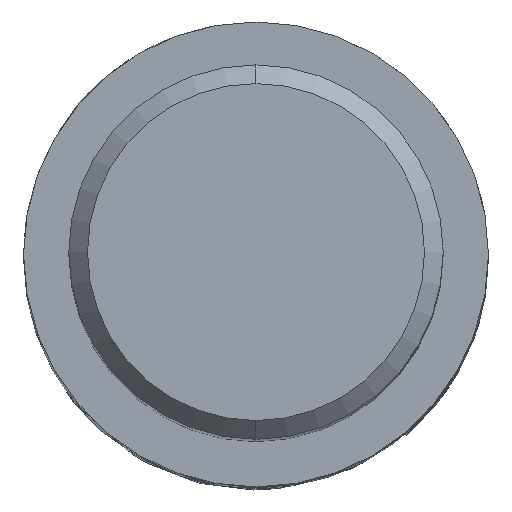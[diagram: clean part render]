
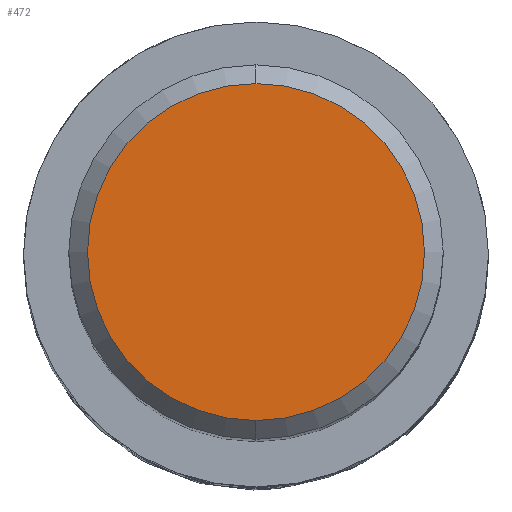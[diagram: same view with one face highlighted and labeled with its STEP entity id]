
A CAD part, top view. The second image highlights one B-rep face of the part: STEP entity #472.
In plain terms, the highlighted planar face has unit normal (0, 0, 1).
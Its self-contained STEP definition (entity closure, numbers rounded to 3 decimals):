
#378=EDGE_CURVE('',#798,#498,#919,.T.);
#472=ADVANCED_FACE('',(#1024),#1025,.T.);
#498=VERTEX_POINT('',#1053);
#656=EDGE_CURVE('',#498,#798,#1224,.T.);
#798=VERTEX_POINT('',#1380);
#919=CIRCLE('',#1653,5.4);
#1024=FACE_OUTER_BOUND('',#2035,.T.);
#1025=PLANE('',#2036);
#1053=CARTESIAN_POINT('',(0.,-5.4,0.0));
#1224=CIRCLE('',#3578,5.4);
#1380=CARTESIAN_POINT('',(0.0,5.4,0.0));
#1653=AXIS2_PLACEMENT_3D('',#5200,#5201,#5202);
#2035=EDGE_LOOP('',(#5334,#5335));
#2036=AXIS2_PLACEMENT_3D('',#5336,#5337,#5338);
#3578=AXIS2_PLACEMENT_3D('',#5545,#5546,#5547);
#5200=CARTESIAN_POINT('',(0.0,0.0,0.0));
#5201=DIRECTION('',(0.0,0.0,-1.0));
#5202=DIRECTION('',(0.0,1.0,0.0));
#5334=ORIENTED_EDGE('',*,*,#378,.F.);
#5335=ORIENTED_EDGE('',*,*,#656,.F.);
#5336=CARTESIAN_POINT('',(0.0,2.7,0.0));
#5337=DIRECTION('',(-0.0,0.0,1.0));
#5338=DIRECTION('',(0.0,-1.0,0.0));
#5545=CARTESIAN_POINT('',(0.0,0.0,0.0));
#5546=DIRECTION('',(0.0,0.0,-1.0));
#5547=DIRECTION('',(0.0,1.0,0.0));
